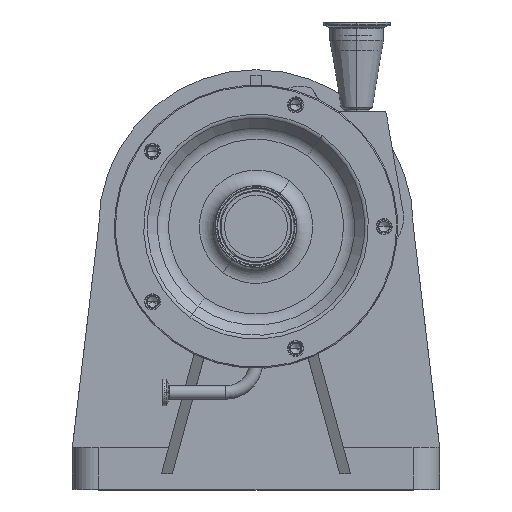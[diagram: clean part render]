
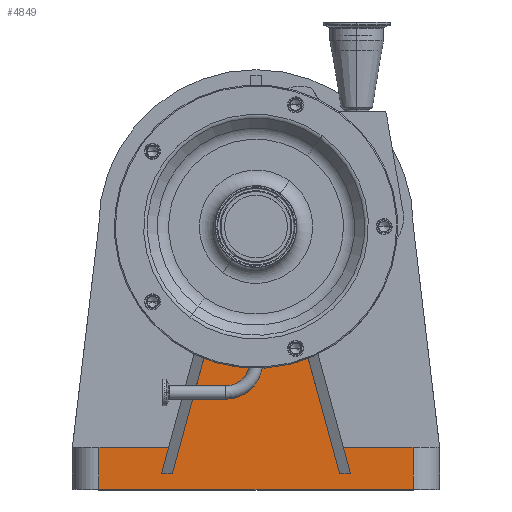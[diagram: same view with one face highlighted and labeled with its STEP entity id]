
A CAD part, top view. The second image highlights one B-rep face of the part: STEP entity #4849.
In plain terms, the highlighted planar face has unit normal (0, 0, 1).
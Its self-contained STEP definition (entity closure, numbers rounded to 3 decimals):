
#17 = ORIENTED_EDGE ( 'NONE', *, *, #9816, .T. ) ;
#76 = CARTESIAN_POINT ( 'NONE',  ( -149.6, 0., -80. ) ) ;
#249 = CARTESIAN_POINT ( 'NONE',  ( 149.6, 40., -80. ) ) ;
#267 = VERTEX_POINT ( 'NONE', #10047 ) ;
#362 = CARTESIAN_POINT ( 'NONE',  ( 90., 15., -80. ) ) ;
#546 = DIRECTION ( 'NONE',  ( 0., -1., 0. ) ) ;
#597 = VERTEX_POINT ( 'NONE', #249 ) ;
#604 = CARTESIAN_POINT ( 'NONE',  ( -67.186, 98.928, -80. ) ) ;
#612 = EDGE_LOOP ( 'NONE', ( #10673, #5192, #1378, #6242, #3559, #3370, #5227, #6001, #1636, #1292, #17, #3944 ) ) ;
#743 = EDGE_CURVE ( 'NONE', #4443, #3761, #5875, .T. ) ;
#809 = EDGE_CURVE ( 'NONE', #7256, #4256, #2885, .T. ) ;
#1165 = DIRECTION ( 'NONE',  ( 0.262, -0.965, 0. ) ) ;
#1200 = CIRCLE ( 'NONE', #11102, 100. ) ;
#1246 = VERTEX_POINT ( 'NONE', #3321 ) ;
#1292 = ORIENTED_EDGE ( 'NONE', *, *, #743, .F. ) ;
#1378 = ORIENTED_EDGE ( 'NONE', *, *, #8665, .T. ) ;
#1636 = ORIENTED_EDGE ( 'NONE', *, *, #10224, .T. ) ;
#1650 = CARTESIAN_POINT ( 'NONE',  ( -40.6, 158.613, -80. ) ) ;
#1864 = VECTOR ( 'NONE', #2379, 1000. ) ;
#2061 = VECTOR ( 'NONE', #546, 1000. ) ;
#2125 = VECTOR ( 'NONE', #3554, 1000. ) ;
#2206 = EDGE_CURVE ( 'NONE', #4552, #597, #6151, .T. ) ;
#2299 = DIRECTION ( 'NONE',  ( 1., 0., 0. ) ) ;
#2374 = CARTESIAN_POINT ( 'NONE',  ( 83.204, 40., -80. ) ) ;
#2379 = DIRECTION ( 'NONE',  ( -0.262, 0.965, 0. ) ) ;
#2799 = CARTESIAN_POINT ( 'NONE',  ( 149.6, 0., -80. ) ) ;
#2826 = VECTOR ( 'NONE', #2299, 1000. ) ;
#2885 = LINE ( 'NONE', #3363, #5740 ) ;
#2990 = LINE ( 'NONE', #9499, #3168 ) ;
#3002 = LINE ( 'NONE', #6702, #10083 ) ;
#3168 = VECTOR ( 'NONE', #5778, 1000. ) ;
#3321 = CARTESIAN_POINT ( 'NONE',  ( 40.6, 158.613, -80. ) ) ;
#3363 = CARTESIAN_POINT ( 'NONE',  ( 149.6, 0., -80. ) ) ;
#3370 = ORIENTED_EDGE ( 'NONE', *, *, #809, .T. ) ;
#3534 = EDGE_CURVE ( 'NONE', #5819, #267, #5523, .T. ) ;
#3554 = DIRECTION ( 'NONE',  ( 0.262, 0.965, 0. ) ) ;
#3559 = ORIENTED_EDGE ( 'NONE', *, *, #10458, .T. ) ;
#3571 = VECTOR ( 'NONE', #1165, 1000. ) ;
#3735 = VERTEX_POINT ( 'NONE', #10562 ) ;
#3761 = VERTEX_POINT ( 'NONE', #362 ) ;
#3944 = ORIENTED_EDGE ( 'NONE', *, *, #7235, .T. ) ;
#4048 = VERTEX_POINT ( 'NONE', #6904 ) ;
#4113 = PLANE ( 'NONE',  #5017 ) ;
#4256 = VERTEX_POINT ( 'NONE', #2799 ) ;
#4306 = DIRECTION ( 'NONE',  ( 0., -1., 0. ) ) ;
#4443 = VERTEX_POINT ( 'NONE', #7419 ) ;
#4537 = CARTESIAN_POINT ( 'NONE',  ( -40.6, 158.613, -80. ) ) ;
#4552 = VERTEX_POINT ( 'NONE', #2374 ) ;
#4658 = DIRECTION ( 'NONE',  ( 0., 0., -1. ) ) ;
#4665 = DIRECTION ( 'NONE',  ( -0.262, -0.965, 0. ) ) ;
#4714 = CARTESIAN_POINT ( 'NONE',  ( 0., 250., -80. ) ) ;
#4849 = ADVANCED_FACE ( 'NONE', ( #4914 ), #4113, .F. ) ;
#4914 = FACE_OUTER_BOUND ( 'NONE', #612, .T. ) ;
#4999 = VECTOR ( 'NONE', #4306, 1000. ) ;
#5017 = AXIS2_PLACEMENT_3D ( 'NONE', #8863, #7872, #6858 ) ;
#5053 = CARTESIAN_POINT ( 'NONE',  ( 149.6, 40., -80. ) ) ;
#5192 = ORIENTED_EDGE ( 'NONE', *, *, #6120, .F. ) ;
#5220 = LINE ( 'NONE', #10781, #4999 ) ;
#5227 = ORIENTED_EDGE ( 'NONE', *, *, #8214, .F. ) ;
#5268 = CARTESIAN_POINT ( 'NONE',  ( -90., 15., -80. ) ) ;
#5523 = LINE ( 'NONE', #4537, #11313 ) ;
#5740 = VECTOR ( 'NONE', #7981, 1000. ) ;
#5769 = VERTEX_POINT ( 'NONE', #5268 ) ;
#5778 = DIRECTION ( 'NONE',  ( 1., 0., 0. ) ) ;
#5819 = VERTEX_POINT ( 'NONE', #1650 ) ;
#5875 = LINE ( 'NONE', #8737, #2826 ) ;
#6001 = ORIENTED_EDGE ( 'NONE', *, *, #2206, .F. ) ;
#6120 = EDGE_CURVE ( 'NONE', #5769, #267, #3002, .T. ) ;
#6129 = CARTESIAN_POINT ( 'NONE',  ( 80.35, 12.377, -80. ) ) ;
#6151 = LINE ( 'NONE', #5053, #8705 ) ;
#6242 = ORIENTED_EDGE ( 'NONE', *, *, #9664, .F. ) ;
#6702 = CARTESIAN_POINT ( 'NONE',  ( -90., 15., -80. ) ) ;
#6728 = CARTESIAN_POINT ( 'NONE',  ( -149.6, 40., -80. ) ) ;
#6782 = LINE ( 'NONE', #6728, #2061 ) ;
#6858 = DIRECTION ( 'NONE',  ( -1., 0., 0. ) ) ;
#6904 = CARTESIAN_POINT ( 'NONE',  ( -149.6, 40., -80. ) ) ;
#7235 = EDGE_CURVE ( 'NONE', #1246, #5819, #1200, .T. ) ;
#7256 = VERTEX_POINT ( 'NONE', #76 ) ;
#7419 = CARTESIAN_POINT ( 'NONE',  ( 79.637, 15., -80. ) ) ;
#7801 = LINE ( 'NONE', #9476, #3571 ) ;
#7872 = DIRECTION ( 'NONE',  ( 0., 0., -1. ) ) ;
#7938 = LINE ( 'NONE', #6129, #1864 ) ;
#7981 = DIRECTION ( 'NONE',  ( 1., 0., 0. ) ) ;
#8214 = EDGE_CURVE ( 'NONE', #597, #4256, #5220, .T. ) ;
#8665 = EDGE_CURVE ( 'NONE', #5769, #3735, #8919, .T. ) ;
#8705 = VECTOR ( 'NONE', #10796, 1000. ) ;
#8737 = CARTESIAN_POINT ( 'NONE',  ( 0., 15., -80. ) ) ;
#8863 = CARTESIAN_POINT ( 'NONE',  ( 149.6, 40., -80. ) ) ;
#8919 = LINE ( 'NONE', #604, #2125 ) ;
#9476 = CARTESIAN_POINT ( 'NONE',  ( 87.773, 23.194, -80. ) ) ;
#9499 = CARTESIAN_POINT ( 'NONE',  ( 149.6, 40., -80. ) ) ;
#9567 = DIRECTION ( 'NONE',  ( 1., 0., 0. ) ) ;
#9664 = EDGE_CURVE ( 'NONE', #4048, #3735, #2990, .T. ) ;
#9816 = EDGE_CURVE ( 'NONE', #4443, #1246, #7938, .T. ) ;
#10047 = CARTESIAN_POINT ( 'NONE',  ( -79.637, 15., -80. ) ) ;
#10083 = VECTOR ( 'NONE', #9567, 1000. ) ;
#10224 = EDGE_CURVE ( 'NONE', #4552, #3761, #7801, .T. ) ;
#10458 = EDGE_CURVE ( 'NONE', #4048, #7256, #6782, .T. ) ;
#10562 = CARTESIAN_POINT ( 'NONE',  ( -83.204, 40., -80. ) ) ;
#10673 = ORIENTED_EDGE ( 'NONE', *, *, #3534, .T. ) ;
#10781 = CARTESIAN_POINT ( 'NONE',  ( 149.6, 40., -80. ) ) ;
#10796 = DIRECTION ( 'NONE',  ( 1., 0., 0. ) ) ;
#11102 = AXIS2_PLACEMENT_3D ( 'NONE', #4714, #4658, #11973 ) ;
#11313 = VECTOR ( 'NONE', #4665, 1000. ) ;
#11973 = DIRECTION ( 'NONE',  ( -1., 0., 0. ) ) ;
